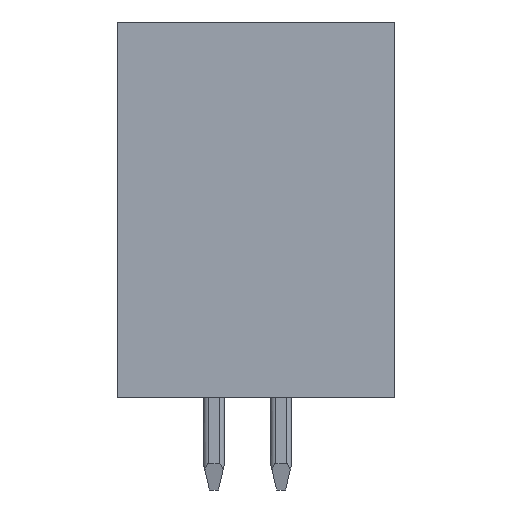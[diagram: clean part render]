
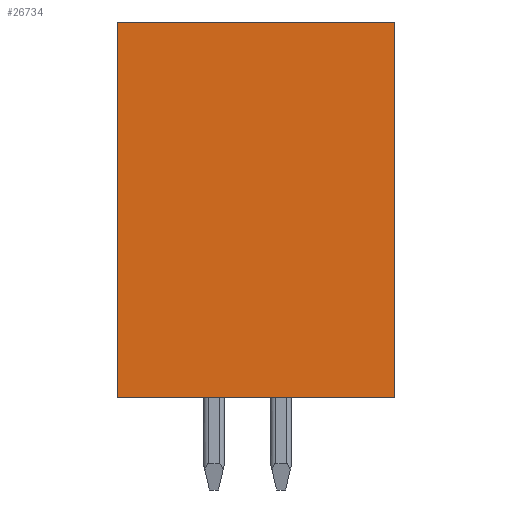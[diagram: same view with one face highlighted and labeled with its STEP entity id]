
A CAD part, front view. The second image highlights one B-rep face of the part: STEP entity #26734.
In plain terms, the highlighted planar face has unit normal (0, -1, 0).
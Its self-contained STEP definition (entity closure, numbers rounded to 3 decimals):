
#10471=DIRECTION('',(0.,0.,-1.));
#10472=VECTOR('',#10471,14.2);
#10473=CARTESIAN_POINT('',(-5.25,-27.65,7.1));
#10474=LINE('',#10473,#10472);
#10475=DIRECTION('',(-1.,0.,0.));
#10476=VECTOR('',#10475,10.5);
#10477=CARTESIAN_POINT('',(5.25,-27.65,7.1));
#10478=LINE('',#10477,#10476);
#10479=DIRECTION('',(0.,0.,1.));
#10480=VECTOR('',#10479,14.2);
#10481=CARTESIAN_POINT('',(5.25,-27.65,-7.1));
#10482=LINE('',#10481,#10480);
#10483=DIRECTION('',(1.,0.,0.));
#10484=VECTOR('',#10483,10.5);
#10485=CARTESIAN_POINT('',(-5.25,-27.65,-7.1));
#10486=LINE('',#10485,#10484);
#10595=CARTESIAN_POINT('',(-5.25,-27.65,7.1));
#10596=CARTESIAN_POINT('',(-5.25,-27.65,-7.1));
#10597=VERTEX_POINT('',#10595);
#10598=VERTEX_POINT('',#10596);
#10599=CARTESIAN_POINT('',(5.25,-27.65,-7.1));
#10600=VERTEX_POINT('',#10599);
#10601=CARTESIAN_POINT('',(5.25,-27.65,7.1));
#10602=VERTEX_POINT('',#10601);
#26723=CARTESIAN_POINT('',(0.,-27.65,0.));
#26724=DIRECTION('',(0.,-1.,0.));
#26725=DIRECTION('',(1.,0.,0.));
#26726=AXIS2_PLACEMENT_3D('',#26723,#26724,#26725);
#26727=PLANE('',#26726);
#26728=ORIENTED_EDGE('',*,*,#13138,.F.);
#26729=ORIENTED_EDGE('',*,*,#13448,.F.);
#26730=ORIENTED_EDGE('',*,*,#13521,.F.);
#26731=ORIENTED_EDGE('',*,*,#13700,.F.);
#26732=EDGE_LOOP('',(#26728,#26729,#26730,#26731));
#26733=FACE_OUTER_BOUND('',#26732,.F.);
#26734=ADVANCED_FACE('',(#26733),#26727,.T.);
#13138=EDGE_CURVE('',#10597,#10598,#10474,.T.);
#13448=EDGE_CURVE('',#10602,#10597,#10478,.T.);
#13521=EDGE_CURVE('',#10600,#10602,#10482,.T.);
#13700=EDGE_CURVE('',#10598,#10600,#10486,.T.);
